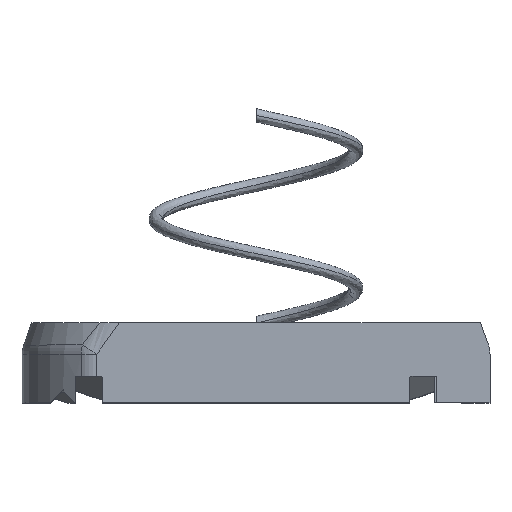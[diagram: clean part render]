
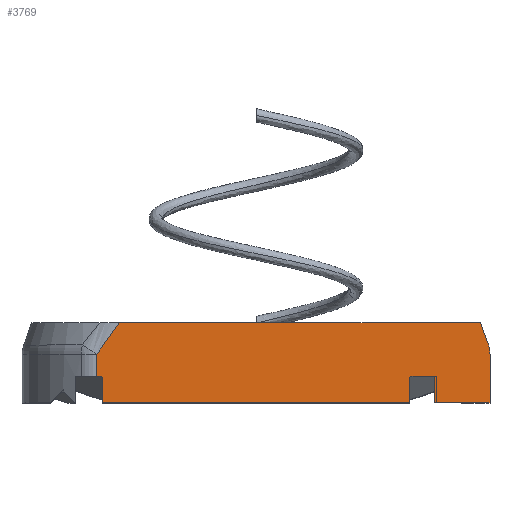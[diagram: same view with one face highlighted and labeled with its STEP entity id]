
A CAD part, top view. The second image highlights one B-rep face of the part: STEP entity #3769.
In plain terms, the highlighted planar face has unit normal (0, 0, 1).
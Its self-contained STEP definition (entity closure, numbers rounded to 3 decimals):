
#559 = LINE ( 'NONE', #604, #603 ) ;
#585 = CARTESIAN_POINT ( 'NONE',  ( -11.5, 0., 9.5 ) ) ;
#595 = CARTESIAN_POINT ( 'NONE',  ( 17.5, 3.647, 9.5 ) ) ;
#602 = DIRECTION ( 'NONE',  ( 1., 0., 0. ) ) ;
#603 = VECTOR ( 'NONE', #602, 1000. ) ;
#604 = CARTESIAN_POINT ( 'NONE',  ( -12.5, 0., 9.5 ) ) ;
#606 = CARTESIAN_POINT ( 'NONE',  ( 11.5, 0., 9.5 ) ) ;
#638 = CARTESIAN_POINT ( 'NONE',  ( -11.896, 6., 9.5 ) ) ;
#652 = DIRECTION ( 'NONE',  ( 0., -1., 0. ) ) ;
#653 = VECTOR ( 'NONE', #652, 1000. ) ;
#654 = CARTESIAN_POINT ( 'NONE',  ( 17.5, 6., 9.5 ) ) ;
#655 = LINE ( 'NONE', #654, #653 ) ;
#657 = DIRECTION ( 'NONE',  ( 0., -1., 0. ) ) ;
#677 = CARTESIAN_POINT ( 'NONE',  ( -11.896, 3.647, 9.5 ) ) ;
#680 = VECTOR ( 'NONE', #657, 1000. ) ;
#681 = LINE ( 'NONE', #638, #680 ) ;
#709 = CARTESIAN_POINT ( 'NONE',  ( 17.5, 0., 9.5 ) ) ;
#716 = CARTESIAN_POINT ( 'NONE',  ( -11.896, 2., 9.5 ) ) ;
#1323 = CARTESIAN_POINT ( 'NONE',  ( 13.334, 2., 9.5 ) ) ;
#1850 = CARTESIAN_POINT ( 'NONE',  ( -11.746, 2., 9.5 ) ) ;
#1860 = DIRECTION ( 'NONE',  ( 0.946, 0.324, 0. ) ) ;
#1861 = VECTOR ( 'NONE', #1860, 1000. ) ;
#1862 = CARTESIAN_POINT ( 'NONE',  ( -8.736, -5.005, 9.5 ) ) ;
#1863 = CARTESIAN_POINT ( 'NONE',  ( 11.746, 2., 9.5 ) ) ;
#1869 = CARTESIAN_POINT ( 'NONE',  ( 11.5, 6., 9.5 ) ) ;
#1878 = LINE ( 'NONE', #1862, #1861 ) ;
#1906 = DIRECTION ( 'NONE',  ( 0., 1., 0. ) ) ;
#1907 = VECTOR ( 'NONE', #1906, 1000. ) ;
#1908 = LINE ( 'NONE', #1869, #1907 ) ;
#1920 = CARTESIAN_POINT ( 'NONE',  ( -12.5, 6., 9.5 ) ) ;
#1921 = DIRECTION ( 'NONE',  ( 1., 0., 0. ) ) ;
#1922 = VECTOR ( 'NONE', #1921, 1000. ) ;
#1923 = CARTESIAN_POINT ( 'NONE',  ( -12.5, 2., 9.5 ) ) ;
#1924 = LINE ( 'NONE', #1923, #1922 ) ;
#1928 = DIRECTION ( 'NONE',  ( 1., 0., 0. ) ) ;
#1929 = VECTOR ( 'NONE', #1928, 1000. ) ;
#1933 = LINE ( 'NONE', #1920, #1929 ) ;
#1942 = CARTESIAN_POINT ( 'NONE',  ( -11.5, 1.916, 9.5 ) ) ;
#1946 = PLANE ( 'NONE',  #1955 ) ;
#1947 = DIRECTION ( 'NONE',  ( 0.946, -0.324, 0. ) ) ;
#1948 = VECTOR ( 'NONE', #1947, 1000. ) ;
#1949 = LINE ( 'NONE', #1959, #1948 ) ;
#1950 = CARTESIAN_POINT ( 'NONE',  ( 11.5, 1.916, 9.5 ) ) ;
#1951 = CARTESIAN_POINT ( 'NONE',  ( 13.334, 0., 9.5 ) ) ;
#1952 = CARTESIAN_POINT ( 'NONE',  ( 16.772, 6., 9.5 ) ) ;
#1954 = FACE_OUTER_BOUND ( 'NONE', #3762, .T. ) ;
#1955 = AXIS2_PLACEMENT_3D ( 'NONE', #2008, #2007, #1998 ) ;
#1956 = CARTESIAN_POINT ( 'NONE',  ( 15.5, 3.647, 9.5 ) ) ;
#1957 = DIRECTION ( 'NONE',  ( 1., 0., 0. ) ) ;
#1958 = VECTOR ( 'NONE', #1957, 1000. ) ;
#1959 = CARTESIAN_POINT ( 'NONE',  ( -13.646, 2.65, 9.5 ) ) ;
#1960 = DIRECTION ( 'NONE',  ( 0., -1., 0. ) ) ;
#1961 = VECTOR ( 'NONE', #1960, 1000. ) ;
#1962 = LINE ( 'NONE', #1975, #1961 ) ;
#1964 = CARTESIAN_POINT ( 'NONE',  ( -11.896, 3.647, 9.5 ) ) ;
#1965 = CARTESIAN_POINT ( 'NONE',  ( -11.64, 4.057, 9.5 ) ) ;
#1966 = CARTESIAN_POINT ( 'NONE',  ( -11.374, 4.46, 9.5 ) ) ;
#1967 = CARTESIAN_POINT ( 'NONE',  ( -10.817, 5.247, 9.5 ) ) ;
#1968 = CARTESIAN_POINT ( 'NONE',  ( -10.525, 5.632, 9.5 ) ) ;
#1969 = CARTESIAN_POINT ( 'NONE',  ( -10.211, 6., 9.5 ) ) ;
#1970 = CARTESIAN_POINT ( 'NONE',  ( -12.5, 0., 9.5 ) ) ;
#1971 = LINE ( 'NONE', #1970, #1958 ) ;
#1973 = B_SPLINE_CURVE_WITH_KNOTS ( 'NONE', 3,
 ( #1969, #1968, #1967, #1966, #1965, #1964 ),
 .UNSPECIFIED., .F., .F.,
 ( 4, 2, 4 ),
 ( 0., 0.001, 0.003 ),
 .UNSPECIFIED. ) ;
#1974 = CARTESIAN_POINT ( 'NONE',  ( -10.211, 6., 9.5 ) ) ;
#1975 = CARTESIAN_POINT ( 'NONE',  ( 13.334, 6., 9.5 ) ) ;
#1982 = DIRECTION ( 'NONE',  ( -0.342, 0.94, 0. ) ) ;
#1983 = VECTOR ( 'NONE', #1982, 1000. ) ;
#1984 = LINE ( 'NONE', #1991, #1983 ) ;
#1987 = DIRECTION ( 'NONE',  ( -1., 0., 0. ) ) ;
#1988 = DIRECTION ( 'NONE',  ( 0., 0., 1. ) ) ;
#1991 = CARTESIAN_POINT ( 'NONE',  ( 16.772, 6., 9.5 ) ) ;
#1993 = CIRCLE ( 'NONE', #1999, 2. ) ;
#1994 = DIRECTION ( 'NONE',  ( 0., -1., 0. ) ) ;
#1995 = VECTOR ( 'NONE', #1994, 1000. ) ;
#1996 = CARTESIAN_POINT ( 'NONE',  ( 17.379, 4.331, 9.5 ) ) ;
#1998 = DIRECTION ( 'NONE',  ( -1., 0., 0. ) ) ;
#1999 = AXIS2_PLACEMENT_3D ( 'NONE', #1956, #1988, #1987 ) ;
#2000 = CARTESIAN_POINT ( 'NONE',  ( -11.5, 6., 9.5 ) ) ;
#2001 = LINE ( 'NONE', #2000, #1995 ) ;
#2003 = DIRECTION ( 'NONE',  ( -1., 0., 0. ) ) ;
#2004 = VECTOR ( 'NONE', #2003, 1000. ) ;
#2005 = CARTESIAN_POINT ( 'NONE',  ( -12.5, 2., 9.5 ) ) ;
#2006 = LINE ( 'NONE', #2005, #2004 ) ;
#2007 = DIRECTION ( 'NONE',  ( 0., 0., -1. ) ) ;
#2008 = CARTESIAN_POINT ( 'NONE',  ( -12.5, 6., 9.5 ) ) ;
#3155 = VERTEX_POINT ( 'NONE', #585 ) ;
#3176 = EDGE_CURVE ( 'NONE', #3155, #3177, #559, .T. ) ;
#3177 = VERTEX_POINT ( 'NONE', #606 ) ;
#3185 = VERTEX_POINT ( 'NONE', #595 ) ;
#3193 = EDGE_CURVE ( 'NONE', #3185, #3210, #655, .T. ) ;
#3199 = EDGE_CURVE ( 'NONE', #3208, #3238, #681, .T. ) ;
#3208 = VERTEX_POINT ( 'NONE', #677 ) ;
#3210 = VERTEX_POINT ( 'NONE', #709 ) ;
#3238 = VERTEX_POINT ( 'NONE', #716 ) ;
#3707 = ORIENTED_EDGE ( 'NONE', *, *, #3725, .T. ) ;
#3708 = ORIENTED_EDGE ( 'NONE', *, *, #3761, .T. ) ;
#3709 = EDGE_CURVE ( 'NONE', #3767, #3710, #1878, .T. ) ;
#3710 = VERTEX_POINT ( 'NONE', #1863 ) ;
#3716 = ORIENTED_EDGE ( 'NONE', *, *, #3754, .T. ) ;
#3718 = VERTEX_POINT ( 'NONE', #1323 ) ;
#3719 = ORIENTED_EDGE ( 'NONE', *, *, #3176, .T. ) ;
#3720 = VERTEX_POINT ( 'NONE', #1850 ) ;
#3723 = ORIENTED_EDGE ( 'NONE', *, *, #3709, .T. ) ;
#3724 = ORIENTED_EDGE ( 'NONE', *, *, #3764, .T. ) ;
#3725 = EDGE_CURVE ( 'NONE', #3177, #3767, #1908, .T. ) ;
#3748 = EDGE_CURVE ( 'NONE', #3710, #3718, #1924, .T. ) ;
#3749 = ORIENTED_EDGE ( 'NONE', *, *, #3193, .F. ) ;
#3752 = EDGE_CURVE ( 'NONE', #3755, #3773, #1933, .T. ) ;
#3753 = ORIENTED_EDGE ( 'NONE', *, *, #3199, .T. ) ;
#3754 = EDGE_CURVE ( 'NONE', #3755, #3208, #1973, .T. ) ;
#3755 = VERTEX_POINT ( 'NONE', #1974 ) ;
#3756 = VERTEX_POINT ( 'NONE', #1942 ) ;
#3757 = ORIENTED_EDGE ( 'NONE', *, *, #3770, .T. ) ;
#3758 = EDGE_CURVE ( 'NONE', #3718, #3765, #1962, .T. ) ;
#3759 = ORIENTED_EDGE ( 'NONE', *, *, #3752, .F. ) ;
#3760 = ORIENTED_EDGE ( 'NONE', *, *, #3758, .T. ) ;
#3761 = EDGE_CURVE ( 'NONE', #3765, #3210, #1971, .T. ) ;
#3762 = EDGE_LOOP ( 'NONE', ( #3771, #3724, #3757, #3719, #3707, #3723, #3766, #3760, #3708, #3749, #3775, #3772, #3759, #3716, #3753 ) ) ;
#3764 = EDGE_CURVE ( 'NONE', #3720, #3756, #1949, .T. ) ;
#3765 = VERTEX_POINT ( 'NONE', #1951 ) ;
#3766 = ORIENTED_EDGE ( 'NONE', *, *, #3748, .T. ) ;
#3767 = VERTEX_POINT ( 'NONE', #1950 ) ;
#3768 = EDGE_CURVE ( 'NONE', #3720, #3238, #2006, .T. ) ;
#3769 = ADVANCED_FACE ( 'NONE', ( #1954 ), #1946, .F. ) ;
#3770 = EDGE_CURVE ( 'NONE', #3756, #3155, #2001, .T. ) ;
#3771 = ORIENTED_EDGE ( 'NONE', *, *, #3768, .F. ) ;
#3772 = ORIENTED_EDGE ( 'NONE', *, *, #3776, .T. ) ;
#3773 = VERTEX_POINT ( 'NONE', #1952 ) ;
#3774 = EDGE_CURVE ( 'NONE', #3185, #3777, #1993, .T. ) ;
#3775 = ORIENTED_EDGE ( 'NONE', *, *, #3774, .T. ) ;
#3776 = EDGE_CURVE ( 'NONE', #3777, #3773, #1984, .T. ) ;
#3777 = VERTEX_POINT ( 'NONE', #1996 ) ;
